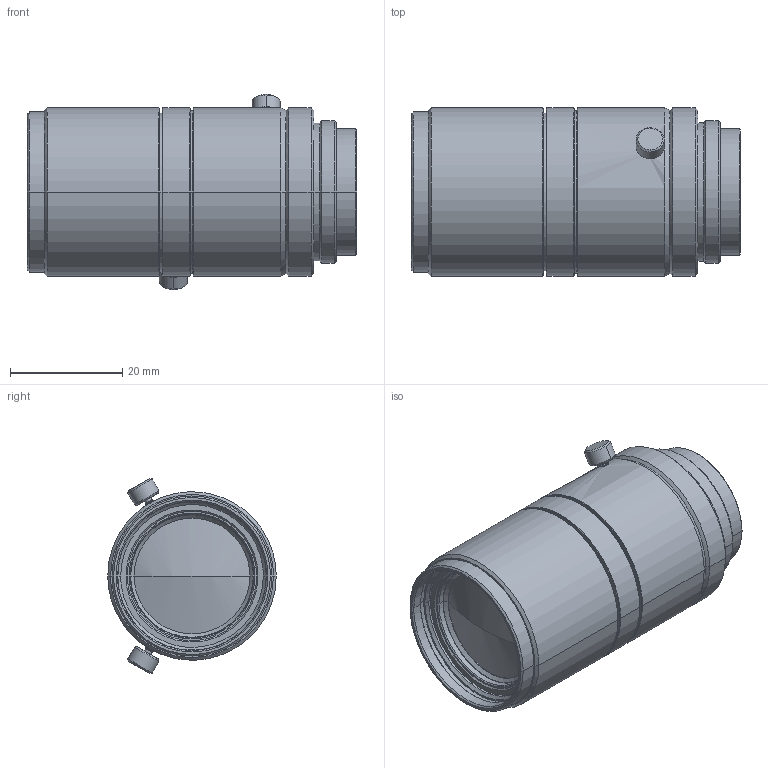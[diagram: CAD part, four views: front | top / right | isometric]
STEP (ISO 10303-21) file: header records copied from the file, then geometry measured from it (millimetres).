
FILE_DESCRIPTION ((), '1');
FILE_NAME ('O-C2-S-12-14.stp', '2016-05-25T17:02:25', ('Unknown'), ('Unknown'), 'HarmonyWare STEP v1.7.11', 'HarmonyWare Translators', '');
FILE_SCHEMA (('CONFIG_CONTROL_DESIGN'));
Length unit declared in the file: millimetre
Products named in the file (1): O-C2-S-12-14
Bounding box: 58.6 x 30 x 34.76 mm (x, y, z)
Volume: 36527.2 mm3; surface area: 7623 mm2
Topology: 1 solids, 1 shells, 122 faces, 242 edges, 140 vertices
Faces by surface type: bspline 122
Entity records: 4633 total; most frequent: CARTESIAN_POINT 3142, ORIENTED_EDGE 484, EDGE_CURVE 242, VERTEX_POINT 140, EDGE_LOOP 140, FACE_OUTER_BOUND 122, ADVANCED_FACE 122, B_SPLINE_CURVE_WITH_KNOTS 104
